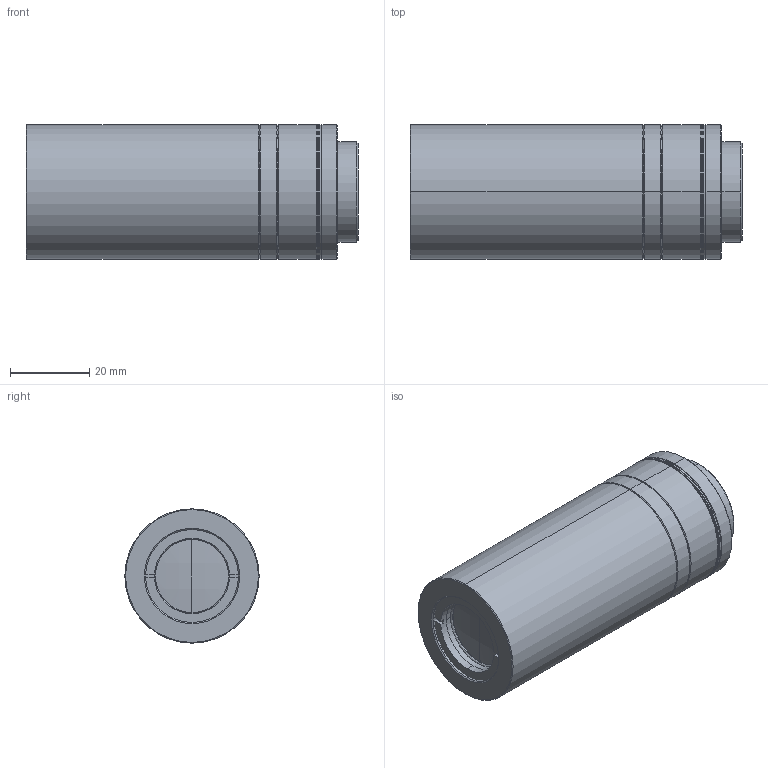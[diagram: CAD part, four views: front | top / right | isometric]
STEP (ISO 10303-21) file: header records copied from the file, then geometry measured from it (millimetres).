
FILE_DESCRIPTION (( 'STEP AP214' ), '1' );
FILE_NAME ('TTL08-11.5-25C-D.STEP', '2023-05-12T02:23:41', ( '' ), ( '' ), 'SwSTEP 2.0', 'SolidWorks 2022', '' );
FILE_SCHEMA (( 'AUTOMOTIVE_DESIGN' ));
Length unit declared in the file: millimetre
Products named in the file (1): TTL08-11.5-25C-D
Bounding box: 84.03 x 34 x 34 mm (x, y, z)
Volume: 61957.3 mm3; surface area: 30817.5 mm2
Topology: 22 solids, 22 shells, 326 faces, 706 edges, 442 vertices
Faces by surface type: cylinder 122, cone 89, plane 79, bspline 36
Entity records: 13964 total; most frequent: CARTESIAN_POINT 2807, DIRECTION 1671, ORIENTED_EDGE 1412, AXIS2_PLACEMENT_3D 708, EDGE_CURVE 706, VERTEX_POINT 442, CIRCLE 417, EDGE_LOOP 380
